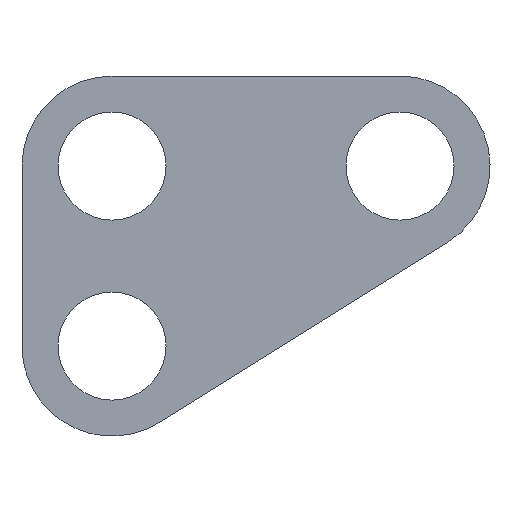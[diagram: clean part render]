
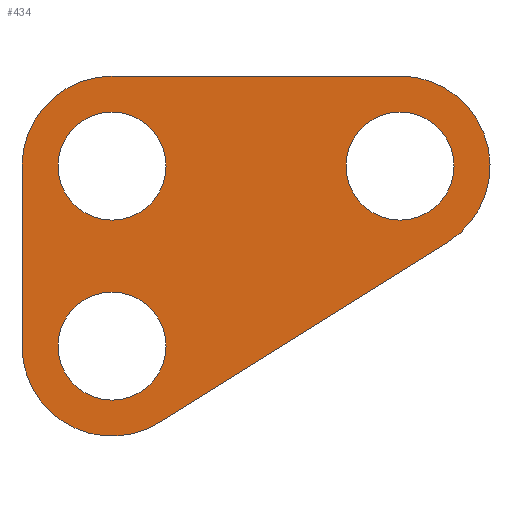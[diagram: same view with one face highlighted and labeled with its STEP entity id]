
A CAD part, left-side view. The second image highlights one B-rep face of the part: STEP entity #434.
In plain terms, the highlighted planar face has unit normal (-1, 0, 0).
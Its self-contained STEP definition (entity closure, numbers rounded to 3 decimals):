
#61=CARTESIAN_POINT('Vertex',(-1.,-4.,2.5)) ;
#66=CARTESIAN_POINT('Axis2P3D Location',(-1.,-4.,0.)) ;
#70=CARTESIAN_POINT('Vertex',(-1.,-5.325,-2.12)) ;
#97=CARTESIAN_POINT('Line Origine',(-1.,-1.325,-4.62)) ;
#101=CARTESIAN_POINT('Vertex',(-1.,2.675,-7.12)) ;
#128=CARTESIAN_POINT('Axis2P3D Location',(-1.,4.,-5.)) ;
#132=CARTESIAN_POINT('Vertex',(-1.,6.5,-5.)) ;
#159=CARTESIAN_POINT('Line Origine',(-1.,6.5,-2.5)) ;
#163=CARTESIAN_POINT('Vertex',(-1.,6.5,0.)) ;
#190=CARTESIAN_POINT('Axis2P3D Location',(-1.,4.,0.)) ;
#194=CARTESIAN_POINT('Vertex',(-1.,4.,2.5)) ;
#221=CARTESIAN_POINT('Line Origine',(-1.,0.,2.5)) ;
#256=CARTESIAN_POINT('Vertex',(-1.,-2.5,0.)) ;
#259=CARTESIAN_POINT('Axis2P3D Location',(-1.,-4.,0.)) ;
#263=CARTESIAN_POINT('Vertex',(-1.,-5.5,0.)) ;
#283=CARTESIAN_POINT('Axis2P3D Location',(-1.,-4.,0.)) ;
#313=CARTESIAN_POINT('Vertex',(-1.,2.5,0.)) ;
#316=CARTESIAN_POINT('Axis2P3D Location',(-1.,4.,0.)) ;
#320=CARTESIAN_POINT('Vertex',(-1.,5.5,0.)) ;
#340=CARTESIAN_POINT('Axis2P3D Location',(-1.,4.,0.)) ;
#370=CARTESIAN_POINT('Vertex',(-1.,5.5,-5.)) ;
#373=CARTESIAN_POINT('Axis2P3D Location',(-1.,4.,-5.)) ;
#377=CARTESIAN_POINT('Vertex',(-1.,2.5,-5.)) ;
#397=CARTESIAN_POINT('Axis2P3D Location',(-1.,4.,-5.)) ;
#409=CARTESIAN_POINT('Axis2P3D Location',(-1.,0.,0.)) ;
#67=DIRECTION('Axis2P3D Direction',(1.,0.,0.)) ;
#98=DIRECTION('Vector Direction',(0.,-0.848,0.53)) ;
#129=DIRECTION('Axis2P3D Direction',(1.,0.,0.)) ;
#160=DIRECTION('Vector Direction',(0.,0.,1.)) ;
#191=DIRECTION('Axis2P3D Direction',(1.,0.,0.)) ;
#222=DIRECTION('Vector Direction',(0.,-1.,0.)) ;
#260=DIRECTION('Axis2P3D Direction',(1.,0.,0.)) ;
#284=DIRECTION('Axis2P3D Direction',(1.,0.,0.)) ;
#317=DIRECTION('Axis2P3D Direction',(1.,0.,0.)) ;
#341=DIRECTION('Axis2P3D Direction',(1.,0.,0.)) ;
#374=DIRECTION('Axis2P3D Direction',(1.,0.,0.)) ;
#398=DIRECTION('Axis2P3D Direction',(1.,0.,0.)) ;
#410=DIRECTION('Axis2P3D Direction',(1.,0.,0.)) ;
#411=DIRECTION('Axis2P3D XDirection',(0.,1.,0.)) ;
#68=AXIS2_PLACEMENT_3D('Circle Axis2P3D',#66,#67,$) ;
#130=AXIS2_PLACEMENT_3D('Circle Axis2P3D',#128,#129,$) ;
#192=AXIS2_PLACEMENT_3D('Circle Axis2P3D',#190,#191,$) ;
#261=AXIS2_PLACEMENT_3D('Circle Axis2P3D',#259,#260,$) ;
#285=AXIS2_PLACEMENT_3D('Circle Axis2P3D',#283,#284,$) ;
#318=AXIS2_PLACEMENT_3D('Circle Axis2P3D',#316,#317,$) ;
#342=AXIS2_PLACEMENT_3D('Circle Axis2P3D',#340,#341,$) ;
#375=AXIS2_PLACEMENT_3D('Circle Axis2P3D',#373,#374,$) ;
#399=AXIS2_PLACEMENT_3D('Circle Axis2P3D',#397,#398,$) ;
#412=AXIS2_PLACEMENT_3D('Plane Axis2P3D',#409,#410,#411) ;
#415=ORIENTED_EDGE('',*,*,#225,.F.) ;
#416=ORIENTED_EDGE('',*,*,#196,.F.) ;
#417=ORIENTED_EDGE('',*,*,#165,.F.) ;
#418=ORIENTED_EDGE('',*,*,#134,.F.) ;
#419=ORIENTED_EDGE('',*,*,#103,.F.) ;
#420=ORIENTED_EDGE('',*,*,#72,.F.) ;
#423=ORIENTED_EDGE('',*,*,#287,.T.) ;
#424=ORIENTED_EDGE('',*,*,#265,.T.) ;
#427=ORIENTED_EDGE('',*,*,#344,.T.) ;
#428=ORIENTED_EDGE('',*,*,#322,.T.) ;
#431=ORIENTED_EDGE('',*,*,#401,.T.) ;
#432=ORIENTED_EDGE('',*,*,#379,.T.) ;
#425=FACE_BOUND('',#422,.T.) ;
#429=FACE_BOUND('',#426,.T.) ;
#433=FACE_BOUND('',#430,.T.) ;
#99=VECTOR('Line Direction',#98,1.) ;
#161=VECTOR('Line Direction',#160,1.) ;
#223=VECTOR('Line Direction',#222,1.) ;
#434=ADVANCED_FACE('Corps principal',(#421,#425,#429,#433),#413,.F.) ;
#69=CIRCLE('generated circle',#68,2.5) ;
#131=CIRCLE('generated circle',#130,2.5) ;
#193=CIRCLE('generated circle',#192,2.5) ;
#262=CIRCLE('generated circle',#261,1.5) ;
#286=CIRCLE('generated circle',#285,1.5) ;
#319=CIRCLE('generated circle',#318,1.5) ;
#343=CIRCLE('generated circle',#342,1.5) ;
#376=CIRCLE('generated circle',#375,1.5) ;
#400=CIRCLE('generated circle',#399,1.5) ;
#72=EDGE_CURVE('',#62,#71,#69,.T.) ;
#103=EDGE_CURVE('',#71,#102,#100,.F.) ;
#134=EDGE_CURVE('',#102,#133,#131,.T.) ;
#165=EDGE_CURVE('',#133,#164,#162,.T.) ;
#196=EDGE_CURVE('',#164,#195,#193,.T.) ;
#225=EDGE_CURVE('',#195,#62,#224,.T.) ;
#265=EDGE_CURVE('',#264,#257,#262,.T.) ;
#287=EDGE_CURVE('',#257,#264,#286,.T.) ;
#322=EDGE_CURVE('',#321,#314,#319,.T.) ;
#344=EDGE_CURVE('',#314,#321,#343,.T.) ;
#379=EDGE_CURVE('',#378,#371,#376,.T.) ;
#401=EDGE_CURVE('',#371,#378,#400,.T.) ;
#414=EDGE_LOOP('',(#415,#416,#417,#418,#419,#420)) ;
#422=EDGE_LOOP('',(#423,#424)) ;
#426=EDGE_LOOP('',(#427,#428)) ;
#430=EDGE_LOOP('',(#431,#432)) ;
#421=FACE_OUTER_BOUND('',#414,.T.) ;
#100=LINE('Line',#97,#99) ;
#162=LINE('Line',#159,#161) ;
#224=LINE('Line',#221,#223) ;
#413=PLANE('',#412) ;
#62=VERTEX_POINT('',#61) ;
#71=VERTEX_POINT('',#70) ;
#102=VERTEX_POINT('',#101) ;
#133=VERTEX_POINT('',#132) ;
#164=VERTEX_POINT('',#163) ;
#195=VERTEX_POINT('',#194) ;
#257=VERTEX_POINT('',#256) ;
#264=VERTEX_POINT('',#263) ;
#314=VERTEX_POINT('',#313) ;
#321=VERTEX_POINT('',#320) ;
#371=VERTEX_POINT('',#370) ;
#378=VERTEX_POINT('',#377) ;
